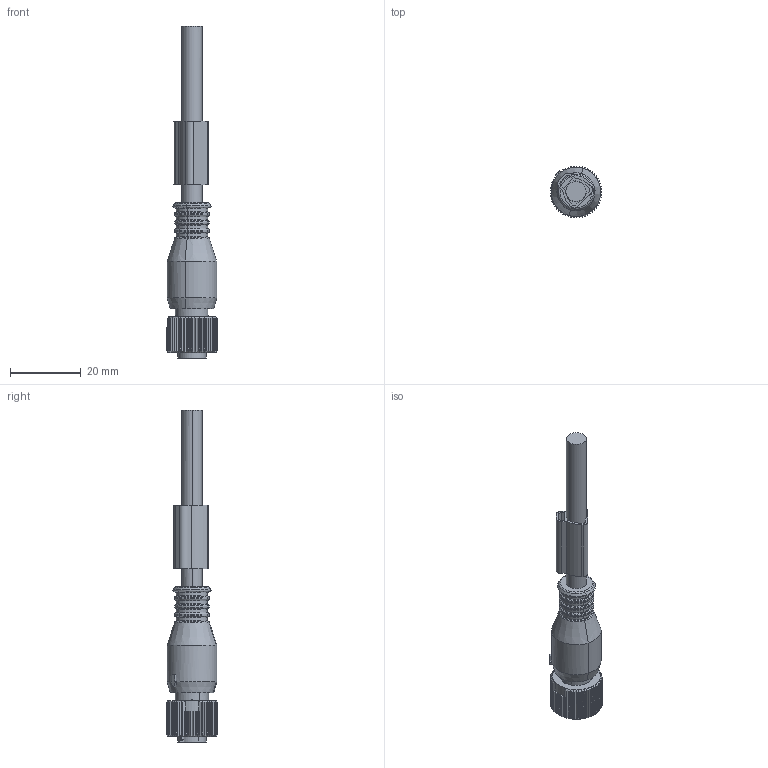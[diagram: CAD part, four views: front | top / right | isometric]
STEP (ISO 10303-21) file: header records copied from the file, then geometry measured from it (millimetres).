
FILE_DESCRIPTION(('CATIA V5 STEP Exchange','CAx-IF Rec.Pracs.--- Model Styling and Organization---1.5--- 2016-08-15','CAx-IF Rec.Pracs.---Supplemental Geometry---1.0---2011-11-01','CAx-IF Rec.Pracs.--- Composite Materials ---1.1---2010-07-15'),'2;1');
FILE_NAME ('129118-2_0', '2025-11-03T07:59:21+00:00', ('none'), ('Weidmueller'), 'CATIA Version 5-6 Release 2024 SP4', 'CATIA V5 STEP AP214 v3', 'none');
FILE_SCHEMA(('AUTOMOTIVE_DESIGN { 1 0 10303 214 1 1 1 1 }'));
Length unit declared in the file: millimetre
Products named in the file (1): 1465970000
Bounding box: 14.59 x 14.6 x 94 mm (x, y, z)
Volume: 6484.2 mm3; surface area: 5399.6 mm2
Topology: 12 solids, 12 shells, 486 faces, 1280 edges, 838 vertices
Faces by surface type: plane 218, cylinder 162, cone 41, torus 40, bspline 20, revolution 5
Entity records: 15256 total; most frequent: CARTESIAN_POINT 4254, ORIENTED_EDGE 2560, DIRECTION 1578, EDGE_CURVE 1280, VERTEX_POINT 837, AXIS2_PLACEMENT_3D 779, EDGE_LOOP 514, VECTOR 487
